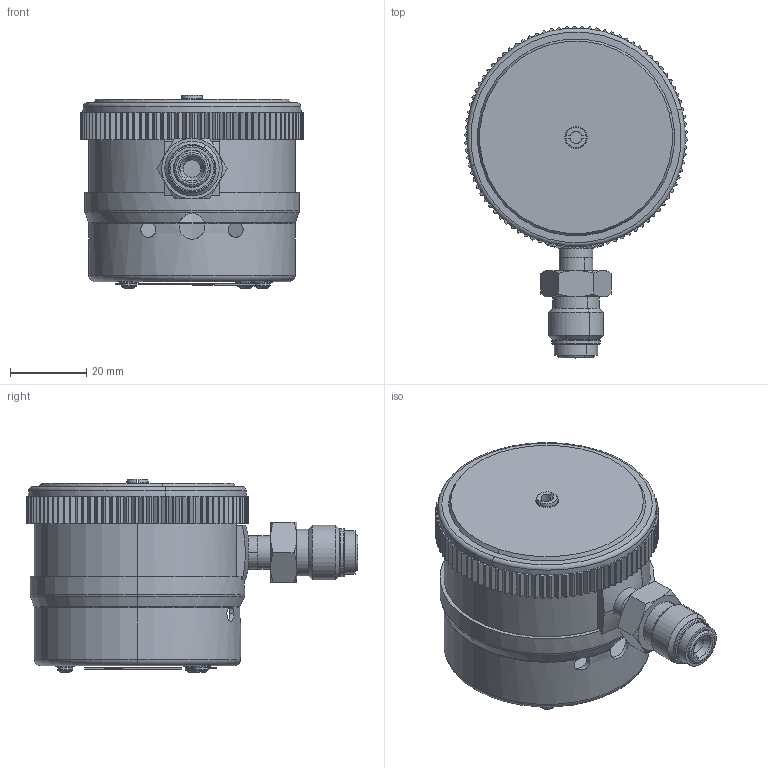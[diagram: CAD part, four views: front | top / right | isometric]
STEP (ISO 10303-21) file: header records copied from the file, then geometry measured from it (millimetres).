
FILE_DESCRIPTION (( 'STEP AP203' ), '1' );
FILE_NAME ('IPT122-PSI_BAR-VSM-1-D.STEP', '2018-06-26T19:23:55', ( 'mrutkowski' ), ( 'Hewlett-Packard Company' ), 'SwSTEP 2.0', 'SolidWorks 2017', '' );
FILE_SCHEMA (( 'CONFIG_CONTROL_DESIGN' ));
Length unit declared in the file: inch
Products named in the file (1): IPT122-PSI_BAR-VSM-1-D
Bounding box: 58.29 x 86.85 x 50.63 mm (x, y, z)
Surface area: 29881.9 mm2 (no closed solid volume)
Topology: 0 solids, 28 shells, 694 faces, 2247 edges, 1526 vertices
Faces by surface type: plane 417, cylinder 169, torus 52, cone 45, sphere 10, bspline 1
Entity records: 25479 total; most frequent: CARTESIAN_POINT 5574, DIRECTION 4310, ORIENTED_EDGE 3913, EDGE_CURVE 2247, AXIS2_PLACEMENT_3D 1612, VERTEX_POINT 1526, LINE 1086, VECTOR 1086
